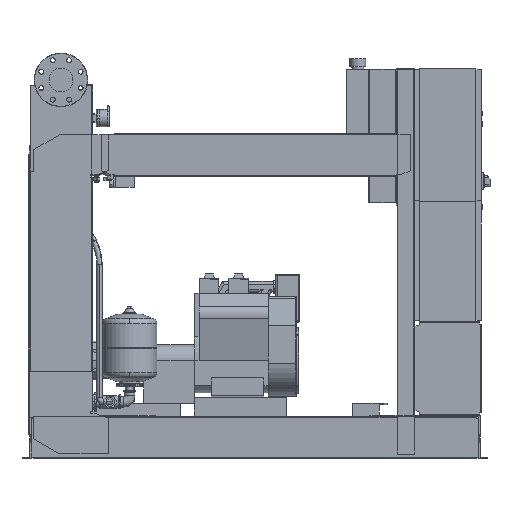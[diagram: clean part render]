
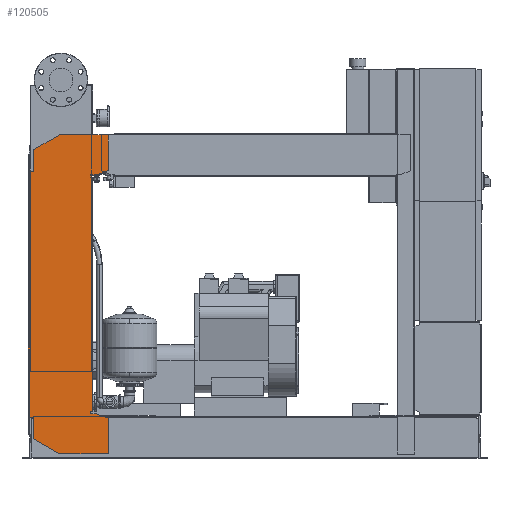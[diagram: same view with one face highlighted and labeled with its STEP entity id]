
A CAD part, front view. The second image highlights one B-rep face of the part: STEP entity #120505.
In plain terms, the highlighted free-form (B-spline) face has degree [1, 1] with [2, 2] control points.
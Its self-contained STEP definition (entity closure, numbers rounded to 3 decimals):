
#119990=CARTESIAN_POINT('',(-102.0,-463.5,1076.0));
#119991=VERTEX_POINT('',#119990);
#119998=CARTESIAN_POINT('',(-102.0,-463.5,1158.574));
#119999=VERTEX_POINT('',#119998);
#120000=CARTESIAN_POINT('',(-102.0,-463.5,1076.0));
#120001=DIRECTION('',(0.0,0.0,1.0));
#120002=VECTOR('',#120001,82.574);
#120003=LINE('',#120000,#120002);
#120004=EDGE_CURVE('',#119991,#119999,#120003,.T.);
#120022=CARTESIAN_POINT('',(-6.,-463.5,1214.0));
#120023=VERTEX_POINT('',#120022);
#120024=CARTESIAN_POINT('',(-102.0,-463.5,1158.574));
#120025=DIRECTION('',(0.866,0.0,0.5));
#120026=VECTOR('',#120025,110.851);
#120027=LINE('',#120024,#120026);
#120028=EDGE_CURVE('',#119999,#120023,#120027,.T.);
#120046=CARTESIAN_POINT('',(177.0,-463.5,1214.0));
#120047=VERTEX_POINT('',#120046);
#120048=CARTESIAN_POINT('',(-6.,-463.5,1214.0));
#120049=DIRECTION('',(1.0,0.0,0.0));
#120050=VECTOR('',#120049,183.0);
#120051=LINE('',#120048,#120050);
#120052=EDGE_CURVE('',#120023,#120047,#120051,.T.);
#120070=CARTESIAN_POINT('',(177.0,-463.5,1080.379));
#120071=VERTEX_POINT('',#120070);
#120072=CARTESIAN_POINT('',(177.0,-463.5,1214.0));
#120073=DIRECTION('',(0.0,0.0,-1.0));
#120074=VECTOR('',#120073,133.621);
#120075=LINE('',#120072,#120074);
#120076=EDGE_CURVE('',#120047,#120071,#120075,.T.);
#120094=CARTESIAN_POINT('',(132.,-463.5,1064.0));
#120095=VERTEX_POINT('',#120094);
#120096=CARTESIAN_POINT('',(177.0,-463.5,1080.379));
#120097=DIRECTION('',(-0.94,0.0,-0.342));
#120098=VECTOR('',#120097,47.888);
#120099=LINE('',#120096,#120098);
#120100=EDGE_CURVE('',#120071,#120095,#120099,.T.);
#120118=CARTESIAN_POINT('',(112.0,-463.5,1064.0));
#120119=VERTEX_POINT('',#120118);
#120120=CARTESIAN_POINT('',(132.,-463.5,1064.0));
#120121=DIRECTION('',(-1.0,0.0,0.0));
#120122=VECTOR('',#120121,20.);
#120123=LINE('',#120120,#120122);
#120124=EDGE_CURVE('',#120095,#120119,#120123,.T.);
#120142=CARTESIAN_POINT('',(112.0,-463.5,1056.0));
#120143=VERTEX_POINT('',#120142);
#120144=CARTESIAN_POINT('',(112.0,-463.5,1064.0));
#120145=DIRECTION('',(0.0,0.0,-1.0));
#120146=VECTOR('',#120145,8.0);
#120147=LINE('',#120144,#120146);
#120148=EDGE_CURVE('',#120119,#120143,#120147,.T.);
#120166=CARTESIAN_POINT('',(120.,-463.5,1056.0));
#120167=VERTEX_POINT('',#120166);
#120168=CARTESIAN_POINT('',(112.0,-463.5,1056.0));
#120169=DIRECTION('',(1.0,0.0,0.0));
#120170=VECTOR('',#120169,8.);
#120171=LINE('',#120168,#120170);
#120172=EDGE_CURVE('',#120143,#120167,#120171,.T.);
#120190=CARTESIAN_POINT('',(120.,-463.5,176.));
#120191=VERTEX_POINT('',#120190);
#120202=CARTESIAN_POINT('',(120.,-463.5,1056.0));
#120203=DIRECTION('',(0.0,0.0,-1.0));
#120204=VECTOR('',#120203,880.);
#120205=LINE('',#120202,#120204);
#120206=EDGE_CURVE('',#120167,#120191,#120205,.T.);
#120220=CARTESIAN_POINT('',(112.,-463.5,176.));
#120221=VERTEX_POINT('',#120220);
#120222=CARTESIAN_POINT('',(120.,-463.5,176.));
#120223=DIRECTION('',(-1.0,0.0,0.0));
#120224=VECTOR('',#120223,8.);
#120225=LINE('',#120222,#120224);
#120226=EDGE_CURVE('',#120191,#120221,#120225,.T.);
#120244=CARTESIAN_POINT('',(112.,-463.5,168.));
#120245=VERTEX_POINT('',#120244);
#120246=CARTESIAN_POINT('',(112.,-463.5,176.));
#120247=DIRECTION('',(0.0,0.0,-1.0));
#120248=VECTOR('',#120247,8.0);
#120249=LINE('',#120246,#120248);
#120250=EDGE_CURVE('',#120221,#120245,#120249,.T.);
#120268=CARTESIAN_POINT('',(132.,-463.5,168.));
#120269=VERTEX_POINT('',#120268);
#120270=CARTESIAN_POINT('',(112.,-463.5,168.));
#120271=DIRECTION('',(1.0,0.0,0.0));
#120272=VECTOR('',#120271,20.0);
#120273=LINE('',#120270,#120272);
#120274=EDGE_CURVE('',#120245,#120269,#120273,.T.);
#120292=CARTESIAN_POINT('',(177.,-463.5,151.621));
#120293=VERTEX_POINT('',#120292);
#120294=CARTESIAN_POINT('',(132.,-463.5,168.));
#120295=DIRECTION('',(0.94,0.0,-0.342));
#120296=VECTOR('',#120295,47.888);
#120297=LINE('',#120294,#120296);
#120298=EDGE_CURVE('',#120269,#120293,#120297,.T.);
#120316=CARTESIAN_POINT('',(177.,-463.5,18.0));
#120317=VERTEX_POINT('',#120316);
#120318=CARTESIAN_POINT('',(177.,-463.5,151.621));
#120319=DIRECTION('',(0.0,0.0,-1.0));
#120320=VECTOR('',#120319,133.621);
#120321=LINE('',#120318,#120320);
#120322=EDGE_CURVE('',#120293,#120317,#120321,.T.);
#120340=CARTESIAN_POINT('',(-4.,-463.5,18.0));
#120341=VERTEX_POINT('',#120340);
#120342=CARTESIAN_POINT('',(177.,-463.5,18.0));
#120343=DIRECTION('',(-1.0,0.0,0.0));
#120344=VECTOR('',#120343,181.);
#120345=LINE('',#120342,#120344);
#120346=EDGE_CURVE('',#120317,#120341,#120345,.T.);
#120364=CARTESIAN_POINT('',(-102.,-463.5,74.58));
#120365=VERTEX_POINT('',#120364);
#120366=CARTESIAN_POINT('',(-4.,-463.5,18.0));
#120367=DIRECTION('',(-0.866,0.,0.5));
#120368=VECTOR('',#120367,113.161);
#120369=LINE('',#120366,#120368);
#120370=EDGE_CURVE('',#120341,#120365,#120369,.T.);
#120388=CARTESIAN_POINT('',(-102.,-463.5,156.0));
#120389=VERTEX_POINT('',#120388);
#120390=CARTESIAN_POINT('',(-102.,-463.5,74.58));
#120391=DIRECTION('',(0.0,0.0,1.0));
#120392=VECTOR('',#120391,81.42);
#120393=LINE('',#120390,#120392);
#120394=EDGE_CURVE('',#120365,#120389,#120393,.T.);
#120412=CARTESIAN_POINT('',(-122.,-463.5,156.0));
#120413=VERTEX_POINT('',#120412);
#120414=CARTESIAN_POINT('',(-102.,-463.5,156.0));
#120415=DIRECTION('',(-1.0,0.0,0.0));
#120416=VECTOR('',#120415,20.0);
#120417=LINE('',#120414,#120416);
#120418=EDGE_CURVE('',#120389,#120413,#120417,.T.);
#120436=CARTESIAN_POINT('',(-122.0,-463.5,1076.0));
#120437=VERTEX_POINT('',#120436);
#120450=CARTESIAN_POINT('',(-122.,-463.5,156.0));
#120451=DIRECTION('',(0.0,0.0,1.0));
#120452=VECTOR('',#120451,920.0);
#120453=LINE('',#120450,#120452);
#120454=EDGE_CURVE('',#120413,#120437,#120453,.T.);
#120468=CARTESIAN_POINT('',(-122.0,-463.5,1076.0));
#120469=DIRECTION('',(1.0,0.0,0.0));
#120470=VECTOR('',#120469,20.0);
#120471=LINE('',#120468,#120470);
#120472=EDGE_CURVE('',#120437,#119991,#120471,.T.);
#120478=CARTESIAN_POINT('',(-122.,-463.5,18.0));
#120479=CARTESIAN_POINT('',(177.0,-463.5,18.0));
#120480=CARTESIAN_POINT('',(-122.,-463.5,1214.0));
#120481=CARTESIAN_POINT('',(177.0,-463.5,1214.0));
#120482=B_SPLINE_SURFACE_WITH_KNOTS('',1,1,((#120478,#120480),(#120479,#120481)),.UNSPECIFIED.,.F.,.F.,.U.,(2,2),(2,2),(0.0,299.),(0.0,1196.0),.UNSPECIFIED.);
#120483=ORIENTED_EDGE('',*,*,#120472,.F.);
#120484=ORIENTED_EDGE('',*,*,#120454,.F.);
#120485=ORIENTED_EDGE('',*,*,#120418,.F.);
#120486=ORIENTED_EDGE('',*,*,#120394,.F.);
#120487=ORIENTED_EDGE('',*,*,#120370,.F.);
#120488=ORIENTED_EDGE('',*,*,#120346,.F.);
#120489=ORIENTED_EDGE('',*,*,#120322,.F.);
#120490=ORIENTED_EDGE('',*,*,#120298,.F.);
#120491=ORIENTED_EDGE('',*,*,#120274,.F.);
#120492=ORIENTED_EDGE('',*,*,#120250,.F.);
#120493=ORIENTED_EDGE('',*,*,#120226,.F.);
#120494=ORIENTED_EDGE('',*,*,#120206,.F.);
#120495=ORIENTED_EDGE('',*,*,#120172,.F.);
#120496=ORIENTED_EDGE('',*,*,#120148,.F.);
#120497=ORIENTED_EDGE('',*,*,#120124,.F.);
#120498=ORIENTED_EDGE('',*,*,#120100,.F.);
#120499=ORIENTED_EDGE('',*,*,#120076,.F.);
#120500=ORIENTED_EDGE('',*,*,#120052,.F.);
#120501=ORIENTED_EDGE('',*,*,#120028,.F.);
#120502=ORIENTED_EDGE('',*,*,#120004,.F.);
#120503=EDGE_LOOP('',(#120483,#120484,#120485,#120486,#120487,#120488,#120489,#120490,#120491,#120492,#120493,#120494,#120495,#120496,#120497,#120498,#120499,#120500,#120501,#120502));
#120504=FACE_OUTER_BOUND('',#120503,.T.);
#120505=ADVANCED_FACE('',(#120504),#120482,.T.);
